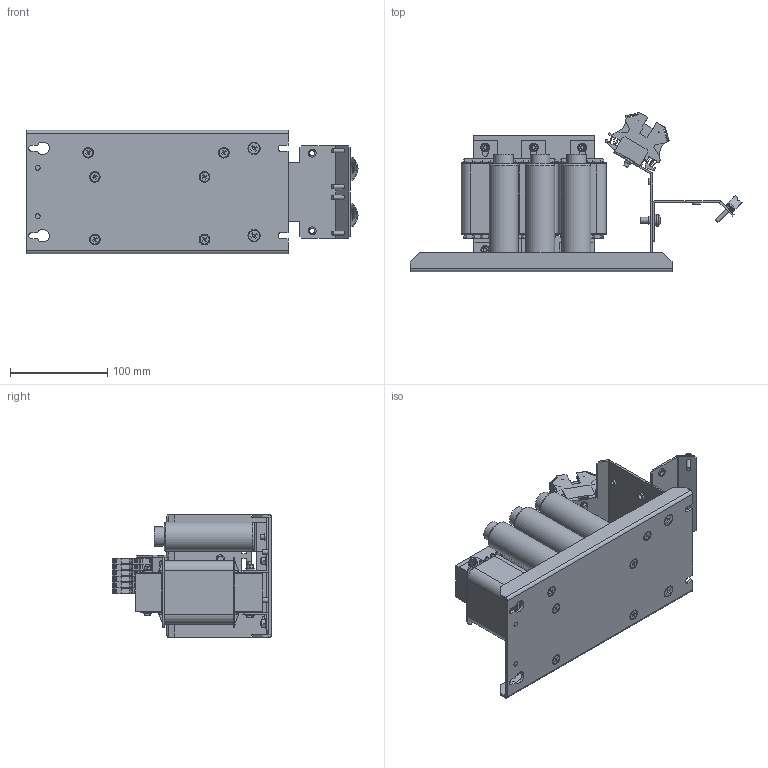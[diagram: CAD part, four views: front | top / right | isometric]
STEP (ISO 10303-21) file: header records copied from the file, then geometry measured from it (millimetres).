
FILE_DESCRIPTION (( 'STEP AP214' ), '1' );
FILE_NAME ('130B7335.STEP', '2015-02-12T08:59:57', ( 'EDV' ), ( 'Microsoft' ), 'SwSTEP 2.0', 'SolidWorks 2014', '' );
FILE_SCHEMA (( 'AUTOMOTIVE_DESIGN' ));
Length unit declared in the file: millimetre
Products named in the file (29): D55; pan head cross collar screw_din_DIN 967 - M4 x 20 - Z --- 18.6N; #060-0492; plain washer grade a_din_Washer DIN 125 - A 5.3; #050-1067; #040-1598; hex nut style 1 gradeab_din_Hexagon Nut ISO 4032 - M5 - D - N; #080-0702; countersunk flat head cross recess screw_din_ISO 7046-1 - M5 x 12 - Z --- 12N; #050-0935; countersunk flat head cross recess screw_din_ISO 7046-1 - M6 x 10 - Z --- 10N; Kern f黵 B 1201009; pan head cross recess screw_din_ISO 7045 - M6 x 16 - Z --- 16N; UI75-41,5oD; plain washer grade a_din_Washer DIN 125 - A 6.4; Wickel 3UI 75_41,5; hex nut style 1 gradeab_din_Hexagon Nut ISO 4032 - M4 - D - N; 130B7335; plain washer grade a_din_Washer DIN 125 - A 4.3; Isolierbuchse M4_M05; M4x55-DIN84; M4x50-DIN84; WDU 4; +3810-0123; toothed lock washer 1_din_DIN 6797-A6.4; +1095-0158; hex thin nut chamfered gradeab_din_Hexagon Thin Nut ISO 4035 - M6 - N; #040-1012; pan head cross recess screw_din_ISO 7045 - M5 x 10 - Z --- 10N
Assembly tree (94 placements, depth 2):
  130B7335
    Wickel 3UI 75_41,5  x3
    UI75-41,5oD  x3
    Kern f黵 B 1201009
    #050-0935
    #080-0702
    #040-1598
    #050-1067
    #060-0492
    D55  x6
    #040-1012  x2
    +1095-0158  x2
    +3810-0123  x3
    WDU 4  x6
    M4x50-DIN84  x3
    M4x55-DIN84  x2
    Isolierbuchse M4_M05  x5
    plain washer grade a_din_Washer DIN 125 - A 4.3  x14
    hex nut style 1 gradeab_din_Hexagon Nut ISO 4032 - M4 - D - N  x5
    plain washer grade a_din_Washer DIN 125 - A 6.4  x2
    pan head cross recess screw_din_ISO 7045 - M6 x 16 - Z --- 16N  x2
    countersunk flat head cross recess screw_din_ISO 7046-1 - M6 x 10 - Z --- 10N  x2
    countersunk flat head cross recess screw_din_ISO 7046-1 - M5 x 12 - Z --- 12N  x6
    hex nut style 1 gradeab_din_Hexagon Nut ISO 4032 - M5 - D - N  x4
    plain washer grade a_din_Washer DIN 125 - A 5.3  x6
    pan head cross collar screw_din_DIN 967 - M4 x 20 - Z --- 18.6N  x4
    pan head cross recess screw_din_ISO 7045 - M5 x 10 - Z --- 10N  x2
    hex thin nut chamfered gradeab_din_Hexagon Thin Nut ISO 4035 - M6 - N  x3
    toothed lock washer 1_din_DIN 6797-A6.4  x3
Bounding box: 342.13 x 164.39 x 127 mm (x, y, z)
Volume: 1461355.9 mm3; surface area: 565580.2 mm2
Topology: 96 solids, 96 shells, 4252 faces, 11208 edges, 7232 vertices
Faces by surface type: plane 2644, cylinder 1278, cone 260, torus 62, sphere 8
Full cylindrical faces by diameter (mm): 3.3 x5, 3.7 x4, 4 x14, 4.2 x10, 4.3 x19, 4.5 x4, 4.725 x12, 5 x19, 5.3 x6, 5.4 x4, 5.5 x21, 5.8 x6, 6 x10, 6.4 x5, 6.95 x4, 7 x17, 7.15 x4, 8 x2, 8.5 x11, 9 x19, 9.3 x6, 9.5 x2, 10 x10, 11.3 x2, 12 x4, 20 x3, 30 x3
Entity records: 46558 total; most frequent: CARTESIAN_POINT 7667, DIRECTION 7228, ORIENTED_EDGE 6806, EDGE_CURVE 3403, AXIS2_PLACEMENT_3D 2454, VECTOR 2320, LINE 2320, VERTEX_POINT 2237
